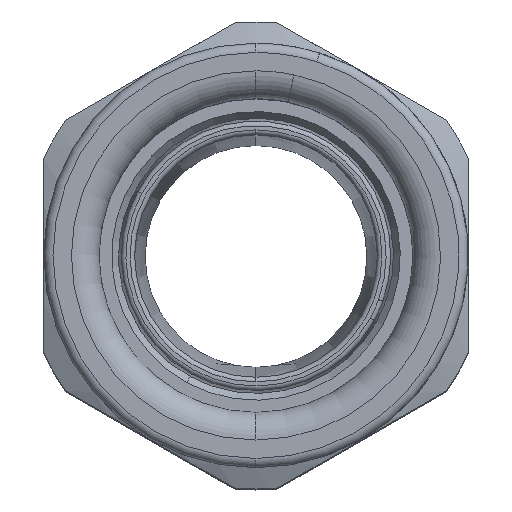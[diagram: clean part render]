
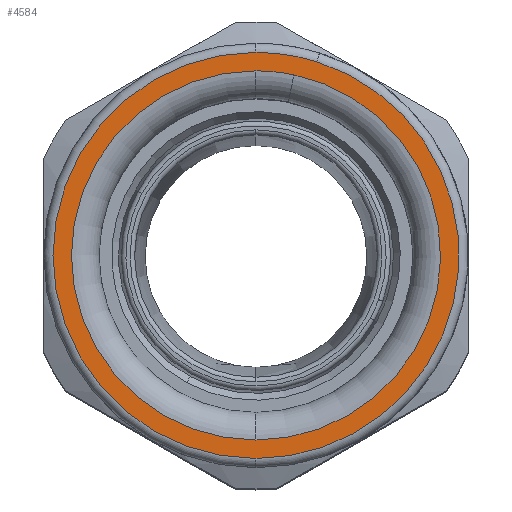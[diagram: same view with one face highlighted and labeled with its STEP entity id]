
A CAD part, top view. The second image highlights one B-rep face of the part: STEP entity #4584.
In plain terms, the highlighted planar face has unit normal (0, 0, 1).
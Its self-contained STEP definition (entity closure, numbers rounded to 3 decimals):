
#4449=AXIS2_PLACEMENT_3D('Circle Axis2P3D',#4447,#4448,$) ;
#4466=AXIS2_PLACEMENT_3D('Circle Axis2P3D',#4464,#4465,$) ;
#4490=AXIS2_PLACEMENT_3D('Circle Axis2P3D',#4488,#4489,$) ;
#4551=AXIS2_PLACEMENT_3D('Plane Axis2P3D',#4548,#4549,#4550) ;
#4560=AXIS2_PLACEMENT_3D('Circle Axis2P3D',#4558,#4559,$) ;
#4569=AXIS2_PLACEMENT_3D('Circle Axis2P3D',#4567,#4568,$) ;
#4576=AXIS2_PLACEMENT_3D('Circle Axis2P3D',#4574,#4575,$) ;
#4437=CARTESIAN_POINT('Vertex',(29.594,46.288,91.9)) ;
#4444=CARTESIAN_POINT('Vertex',(23.,47.3,91.9)) ;
#4447=CARTESIAN_POINT('Axis2P3D Location',(23.,25.3,91.9)) ;
#4464=CARTESIAN_POINT('Axis2P3D Location',(23.,25.3,91.9)) ;
#4468=CARTESIAN_POINT('Vertex',(23.,3.3,91.9)) ;
#4488=CARTESIAN_POINT('Axis2P3D Location',(23.,25.3,91.9)) ;
#4548=CARTESIAN_POINT('Axis2P3D Location',(23.,25.3,91.9)) ;
#4558=CARTESIAN_POINT('Axis2P3D Location',(23.,25.3,91.9)) ;
#4562=CARTESIAN_POINT('Vertex',(27.112,44.873,91.9)) ;
#4564=CARTESIAN_POINT('Vertex',(23.,45.3,91.9)) ;
#4567=CARTESIAN_POINT('Axis2P3D Location',(23.,25.3,91.9)) ;
#4571=CARTESIAN_POINT('Vertex',(23.,5.3,91.9)) ;
#4574=CARTESIAN_POINT('Axis2P3D Location',(23.,25.3,91.9)) ;
#4448=DIRECTION('Axis2P3D Direction',(0.,0.,1.)) ;
#4465=DIRECTION('Axis2P3D Direction',(0.,0.,1.)) ;
#4489=DIRECTION('Axis2P3D Direction',(0.,0.,1.)) ;
#4549=DIRECTION('Axis2P3D Direction',(0.,0.,1.)) ;
#4550=DIRECTION('Axis2P3D XDirection',(0.,1.,0.)) ;
#4559=DIRECTION('Axis2P3D Direction',(0.,0.,1.)) ;
#4568=DIRECTION('Axis2P3D Direction',(0.,0.,1.)) ;
#4575=DIRECTION('Axis2P3D Direction',(0.,0.,1.)) ;
#4554=ORIENTED_EDGE('',*,*,#4470,.T.) ;
#4555=ORIENTED_EDGE('',*,*,#4451,.T.) ;
#4556=ORIENTED_EDGE('',*,*,#4492,.T.) ;
#4580=ORIENTED_EDGE('',*,*,#4566,.F.) ;
#4581=ORIENTED_EDGE('',*,*,#4573,.F.) ;
#4582=ORIENTED_EDGE('',*,*,#4578,.F.) ;
#4583=FACE_BOUND('',#4579,.T.) ;
#4584=ADVANCED_FACE('Body',(#4557,#4583),#4552,.T.) ;
#4450=CIRCLE('generated circle',#4449,22.) ;
#4467=CIRCLE('generated circle',#4466,22.) ;
#4491=CIRCLE('generated circle',#4490,22.) ;
#4561=CIRCLE('generated circle',#4560,20.) ;
#4570=CIRCLE('generated circle',#4569,20.) ;
#4577=CIRCLE('generated circle',#4576,20.) ;
#4451=EDGE_CURVE('',#4438,#4445,#4450,.T.) ;
#4470=EDGE_CURVE('',#4469,#4438,#4467,.T.) ;
#4492=EDGE_CURVE('',#4445,#4469,#4491,.T.) ;
#4566=EDGE_CURVE('',#4563,#4565,#4561,.T.) ;
#4573=EDGE_CURVE('',#4572,#4563,#4570,.T.) ;
#4578=EDGE_CURVE('',#4565,#4572,#4577,.T.) ;
#4553=EDGE_LOOP('',(#4554,#4555,#4556)) ;
#4579=EDGE_LOOP('',(#4580,#4581,#4582)) ;
#4557=FACE_OUTER_BOUND('',#4553,.T.) ;
#4552=PLANE('',#4551) ;
#4438=VERTEX_POINT('',#4437) ;
#4445=VERTEX_POINT('',#4444) ;
#4469=VERTEX_POINT('',#4468) ;
#4563=VERTEX_POINT('',#4562) ;
#4565=VERTEX_POINT('',#4564) ;
#4572=VERTEX_POINT('',#4571) ;
